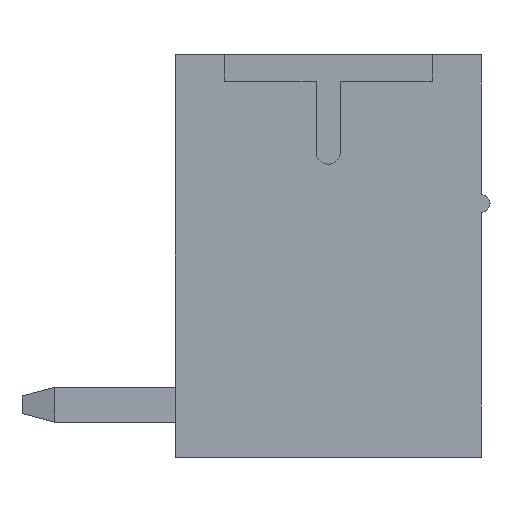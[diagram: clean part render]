
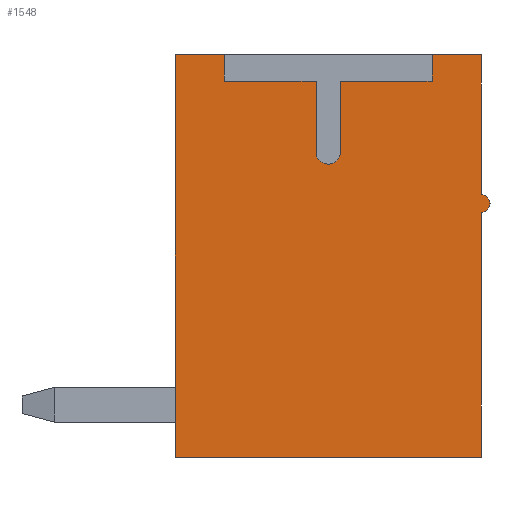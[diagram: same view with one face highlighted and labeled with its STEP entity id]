
A CAD part, left-side view. The second image highlights one B-rep face of the part: STEP entity #1548.
In plain terms, the highlighted planar face has unit normal (-1, 0, 0).
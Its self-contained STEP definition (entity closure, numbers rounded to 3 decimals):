
#1548 = ADVANCED_FACE( '', ( #3314 ), #3315, .F. );
#3314 = FACE_OUTER_BOUND( '', #5327, .T. );
#3315 = PLANE( '', #5328 );
#5327 = EDGE_LOOP( '', ( #9710, #9711, #9712, #9713, #9714, #9715, #9716, #9717, #9718, #9719, #9720, #9721, #9722, #9723 ) );
#5328 = AXIS2_PLACEMENT_3D( '', #9724, #9725, #9726 );
#9710 = ORIENTED_EDGE( '', *, *, #12641, .T. );
#9711 = ORIENTED_EDGE( '', *, *, #13083, .T. );
#9712 = ORIENTED_EDGE( '', *, *, #13893, .T. );
#9713 = ORIENTED_EDGE( '', *, *, #14146, .T. );
#9714 = ORIENTED_EDGE( '', *, *, #14200, .T. );
#9715 = ORIENTED_EDGE( '', *, *, #14114, .T. );
#9716 = ORIENTED_EDGE( '', *, *, #14201, .T. );
#9717 = ORIENTED_EDGE( '', *, *, #13775, .T. );
#9718 = ORIENTED_EDGE( '', *, *, #12891, .T. );
#9719 = ORIENTED_EDGE( '', *, *, #13089, .T. );
#9720 = ORIENTED_EDGE( '', *, *, #14202, .T. );
#9721 = ORIENTED_EDGE( '', *, *, #13539, .T. );
#9722 = ORIENTED_EDGE( '', *, *, #14203, .T. );
#9723 = ORIENTED_EDGE( '', *, *, #13991, .T. );
#9724 = CARTESIAN_POINT( '', ( -27.115, 0., 2.375 ) );
#9725 = DIRECTION( '', ( 1., 0., 0. ) );
#9726 = DIRECTION( '', ( 0., 0., -1. ) );
#12641 = EDGE_CURVE( '', #15290, #15291, #15292, .T. );
#12891 = EDGE_CURVE( '', #15722, #15720, #15723, .T. );
#13083 = EDGE_CURVE( '', #15291, #16050, #16052, .T. );
#13089 = EDGE_CURVE( '', #15720, #16060, #16062, .T. );
#13539 = EDGE_CURVE( '', #16786, #16787, #16788, .T. );
#13775 = EDGE_CURVE( '', #17159, #15722, #17160, .T. );
#13893 = EDGE_CURVE( '', #16050, #17337, #17339, .T. );
#13991 = EDGE_CURVE( '', #17474, #15290, #17475, .F. );
#14114 = EDGE_CURVE( '', #17639, #17637, #17640, .T. );
#14146 = EDGE_CURVE( '', #17337, #17681, #17683, .T. );
#14200 = EDGE_CURVE( '', #17681, #17639, #17749, .T. );
#14201 = EDGE_CURVE( '', #17637, #17159, #17750, .T. );
#14202 = EDGE_CURVE( '', #16060, #16786, #17751, .T. );
#14203 = EDGE_CURVE( '', #16787, #17474, #17752, .T. );
#15290 = VERTEX_POINT( '', #19134 );
#15291 = VERTEX_POINT( '', #19135 );
#15292 = LINE( '', #19136, #19137 );
#15720 = VERTEX_POINT( '', #19755 );
#15722 = VERTEX_POINT( '', #19758 );
#15723 = LINE( '', #19759, #19760 );
#16050 = VERTEX_POINT( '', #20235 );
#16052 = LINE( '', #20238, #20239 );
#16060 = VERTEX_POINT( '', #20251 );
#16062 = LINE( '', #20254, #20255 );
#16786 = VERTEX_POINT( '', #21333 );
#16787 = VERTEX_POINT( '', #21334 );
#16788 = LINE( '', #21335, #21336 );
#17159 = VERTEX_POINT( '', #21883 );
#17160 = LINE( '', #21884, #21885 );
#17337 = VERTEX_POINT( '', #22147 );
#17339 = LINE( '', #22150, #22151 );
#17474 = VERTEX_POINT( '', #22355 );
#17475 = CIRCLE( '', #22356, 0.2 );
#17637 = VERTEX_POINT( '', #22606 );
#17639 = VERTEX_POINT( '', #22609 );
#17640 = CIRCLE( '', #22610, 0.275 );
#17681 = VERTEX_POINT( '', #22669 );
#17683 = LINE( '', #22672, #22673 );
#17749 = LINE( '', #22775, #22776 );
#17750 = LINE( '', #22777, #22778 );
#17751 = LINE( '', #22779, #22780 );
#17752 = LINE( '', #22781, #22782 );
#19134 = CARTESIAN_POINT( '', ( -27.115, -3.5, 1.4 ) );
#19135 = CARTESIAN_POINT( '', ( -27.115, -3.5, 4.6 ) );
#19136 = CARTESIAN_POINT( '', ( -27.115, -3.5, 1.4 ) );
#19137 = VECTOR( '', #24033, 1000. );
#19755 = CARTESIAN_POINT( '', ( -27.115, 2.375, 4.6 ) );
#19758 = CARTESIAN_POINT( '', ( -27.115, 2.375, 4. ) );
#19759 = CARTESIAN_POINT( '', ( -27.115, 2.375, 4. ) );
#19760 = VECTOR( '', #24258, 1000. );
#20235 = CARTESIAN_POINT( '', ( -27.115, -2.375, 4.6 ) );
#20238 = CARTESIAN_POINT( '', ( -27.115, -3.871, 4.6 ) );
#20239 = VECTOR( '', #24426, 1000. );
#20251 = CARTESIAN_POINT( '', ( -27.115, 3.5, 4.6 ) );
#20254 = CARTESIAN_POINT( '', ( -27.115, 2.375, 4.6 ) );
#20255 = VECTOR( '', #24432, 1000. );
#21333 = CARTESIAN_POINT( '', ( -27.115, 3.5, -4.6 ) );
#21334 = CARTESIAN_POINT( '', ( -27.115, -3.5, -4.6 ) );
#21335 = CARTESIAN_POINT( '', ( -27.115, 3.5, -4.6 ) );
#21336 = VECTOR( '', #24862, 1000. );
#21883 = CARTESIAN_POINT( '', ( -27.115, 0.275, 4. ) );
#21884 = CARTESIAN_POINT( '', ( -27.115, 0.275, 4. ) );
#21885 = VECTOR( '', #25078, 1000. );
#22147 = CARTESIAN_POINT( '', ( -27.115, -2.375, 4. ) );
#22150 = CARTESIAN_POINT( '', ( -27.115, -2.375, 4.6 ) );
#22151 = VECTOR( '', #25180, 1000. );
#22355 = CARTESIAN_POINT( '', ( -27.115, -3.5, 1. ) );
#22356 = AXIS2_PLACEMENT_3D( '', #25256, #25257, #25258 );
#22606 = CARTESIAN_POINT( '', ( -27.115, 0.275, 2.375 ) );
#22609 = CARTESIAN_POINT( '', ( -27.115, -0.275, 2.375 ) );
#22610 = AXIS2_PLACEMENT_3D( '', #25348, #25349, #25350 );
#22669 = CARTESIAN_POINT( '', ( -27.115, -0.275, 4. ) );
#22672 = CARTESIAN_POINT( '', ( -27.115, -2.375, 4. ) );
#22673 = VECTOR( '', #25379, 1000. );
#22775 = CARTESIAN_POINT( '', ( -27.115, -0.275, 4. ) );
#22776 = VECTOR( '', #25419, 1000. );
#22777 = CARTESIAN_POINT( '', ( -27.115, 0.275, 2.375 ) );
#22778 = VECTOR( '', #25420, 1000. );
#22779 = CARTESIAN_POINT( '', ( -27.115, 3.5, 4.6 ) );
#22780 = VECTOR( '', #25421, 1000. );
#22781 = CARTESIAN_POINT( '', ( -27.115, -3.5, -4.6 ) );
#22782 = VECTOR( '', #25422, 1000. );
#24033 = DIRECTION( '', ( 0., 0., 1. ) );
#24258 = DIRECTION( '', ( 0., 0., 1. ) );
#24426 = DIRECTION( '', ( 0., 1., 0. ) );
#24432 = DIRECTION( '', ( 0., 1., 0. ) );
#24862 = DIRECTION( '', ( 0., -1., 0. ) );
#25078 = DIRECTION( '', ( 0., 1., 0. ) );
#25180 = DIRECTION( '', ( 0., 0., -1. ) );
#25256 = CARTESIAN_POINT( '', ( -27.115, -3.5, 1.2 ) );
#25257 = DIRECTION( '', ( 1., 0., 0. ) );
#25258 = DIRECTION( '', ( 0., 0., -1. ) );
#25348 = CARTESIAN_POINT( '', ( -27.115, 0., 2.375 ) );
#25349 = DIRECTION( '', ( 1., 0., 0. ) );
#25350 = DIRECTION( '', ( 0., -1., 0. ) );
#25379 = DIRECTION( '', ( 0., 1., 0. ) );
#25419 = DIRECTION( '', ( 0., 0., -1. ) );
#25420 = DIRECTION( '', ( 0., 0., 1. ) );
#25421 = DIRECTION( '', ( 0., 0., -1. ) );
#25422 = DIRECTION( '', ( 0., 0., 1. ) );
